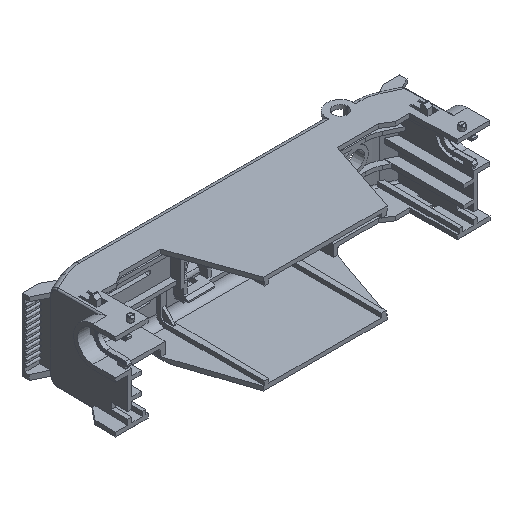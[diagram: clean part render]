
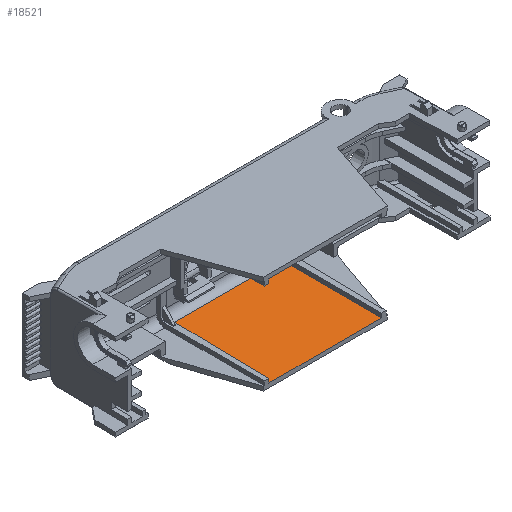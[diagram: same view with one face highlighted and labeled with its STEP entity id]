
A CAD part, isometric view. The second image highlights one B-rep face of the part: STEP entity #18521.
In plain terms, the highlighted planar face has unit normal (0, -0.009, 1).
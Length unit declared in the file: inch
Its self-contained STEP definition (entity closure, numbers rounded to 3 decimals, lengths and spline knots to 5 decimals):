
#1888 = CARTESIAN_POINT ( 'NONE',  ( -2.69213, 1.69223, -0.95394 ) ) ;
#2296 = PLANE ( 'NONE',  #57667 ) ;
#2422 = ORIENTED_EDGE ( 'NONE', *, *, #55937, .T. ) ;
#2774 = VERTEX_POINT ( 'NONE', #16880 ) ;
#3325 = CARTESIAN_POINT ( 'NONE',  ( -2.69213, 1.45807, -0.95598 ) ) ;
#5216 = CARTESIAN_POINT ( 'NONE',  ( 1.59282, -0.43307, -0.97249 ) ) ;
#6603 = DIRECTION ( 'NONE',  ( 0., 0.009, -1. ) ) ;
#7659 = DIRECTION ( 'NONE',  ( 0.009, 1., 0.009 ) ) ;
#11136 = DIRECTION ( 'NONE',  ( 0., 1., 0.009 ) ) ;
#12737 = CARTESIAN_POINT ( 'NONE',  ( 1.06435, 1.45807, -0.95598 ) ) ;
#12850 = EDGE_CURVE ( 'NONE', #51447, #28292, #21995, .T. ) ;
#14701 = LINE ( 'NONE', #34857, #47918 ) ;
#16880 = CARTESIAN_POINT ( 'NONE',  ( -1.06435, 1.45807, -0.95598 ) ) ;
#18521 = ADVANCED_FACE ( 'NONE', ( #36032 ), #2296, .F. ) ;
#20695 = ORIENTED_EDGE ( 'NONE', *, *, #30177, .T. ) ;
#21838 = ORIENTED_EDGE ( 'NONE', *, *, #12850, .F. ) ;
#21995 = LINE ( 'NONE', #28239, #24893 ) ;
#24893 = VECTOR ( 'NONE', #32757, 39.37008 ) ;
#26850 = EDGE_CURVE ( 'NONE', #50632, #2774, #14701, .T. ) ;
#28239 = CARTESIAN_POINT ( 'NONE',  ( 1.06435, 1.45807, -0.95598 ) ) ;
#28292 = VERTEX_POINT ( 'NONE', #42357 ) ;
#30177 = EDGE_CURVE ( 'NONE', #51447, #2774, #31367, .T. ) ;
#30538 = DIRECTION ( 'NONE',  ( -1., 0., 0. ) ) ;
#31367 = LINE ( 'NONE', #3325, #56809 ) ;
#32757 = DIRECTION ( 'NONE',  ( 0.009, -1., -0.009 ) ) ;
#33826 = LINE ( 'NONE', #5216, #39517 ) ;
#34857 = CARTESIAN_POINT ( 'NONE',  ( -1.08086, -0.43307, -0.97249 ) ) ;
#36032 = FACE_OUTER_BOUND ( 'NONE', #51348, .T. ) ;
#36766 = DIRECTION ( 'NONE',  ( 1., 0., 0. ) ) ;
#39517 = VECTOR ( 'NONE', #36766, 39.37008 ) ;
#42357 = CARTESIAN_POINT ( 'NONE',  ( 1.08086, -0.43307, -0.97249 ) ) ;
#47918 = VECTOR ( 'NONE', #7659, 39.37008 ) ;
#50632 = VERTEX_POINT ( 'NONE', #52814 ) ;
#51348 = EDGE_LOOP ( 'NONE', ( #2422, #21838, #20695, #56167 ) ) ;
#51447 = VERTEX_POINT ( 'NONE', #12737 ) ;
#52814 = CARTESIAN_POINT ( 'NONE',  ( -1.08086, -0.43307, -0.97249 ) ) ;
#55937 = EDGE_CURVE ( 'NONE', #50632, #28292, #33826, .T. ) ;
#56167 = ORIENTED_EDGE ( 'NONE', *, *, #26850, .F. ) ;
#56809 = VECTOR ( 'NONE', #30538, 39.37008 ) ;
#57667 = AXIS2_PLACEMENT_3D ( 'NONE', #1888, #6603, #11136 ) ;
